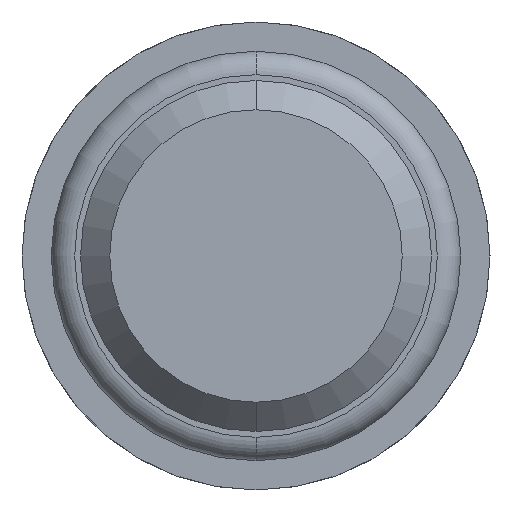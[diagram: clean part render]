
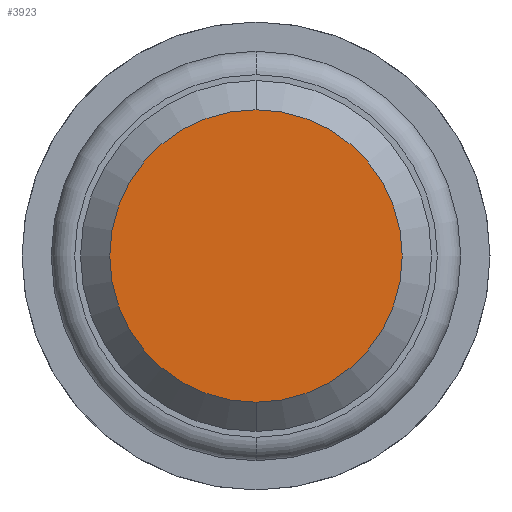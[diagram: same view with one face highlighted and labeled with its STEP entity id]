
A CAD part, front view. The second image highlights one B-rep face of the part: STEP entity #3923.
In plain terms, the highlighted planar face has unit normal (0, -1, 0).
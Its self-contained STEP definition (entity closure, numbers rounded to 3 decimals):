
#300 = CIRCLE ( 'NONE', #542, 1.25 ) ;
#356 = PLANE ( 'NONE',  #1733 ) ;
#542 = AXIS2_PLACEMENT_3D ( 'NONE', #2427, #3554, #1723 ) ;
#747 = CARTESIAN_POINT ( 'NONE',  ( 0., -34.6, 0. ) ) ;
#767 = DIRECTION ( 'NONE',  ( 0., 0., 1. ) ) ;
#784 = DIRECTION ( 'NONE',  ( 0., -1., 0. ) ) ;
#913 = EDGE_CURVE ( 'Defeature ausgef�hrt3_4+Defeature ausgef�hrt3_3+Defeature ausgef�hrt3_3+Defeature ausgef�hrt3_3', #1996, #1684, #300, .T. ) ;
#1552 = ORIENTED_EDGE ( 'NONE', *, *, #913, .T. ) ;
#1684 = VERTEX_POINT ( 'NONE', #3816 ) ;
#1723 = DIRECTION ( 'NONE',  ( 0., 0., 1. ) ) ;
#1733 = AXIS2_PLACEMENT_3D ( 'NONE', #747, #4817, #3734 ) ;
#1769 = CARTESIAN_POINT ( 'NONE',  ( 0., -34.6, -1.25 ) ) ;
#1996 = VERTEX_POINT ( 'NONE', #1769 ) ;
#2427 = CARTESIAN_POINT ( 'NONE',  ( 0., -34.6, 0. ) ) ;
#2659 = EDGE_CURVE ( 'Defeature ausgef�hrt3_4+Defeature ausgef�hrt3_3+Defeature ausgef�hrt3_3+Defeature ausgef�hrt3_3', #1684, #1996, #3267, .T. ) ;
#3024 = CARTESIAN_POINT ( 'NONE',  ( 0., -34.6, 0. ) ) ;
#3156 = FACE_OUTER_BOUND ( 'NONE', #4391, .T. ) ;
#3267 = CIRCLE ( 'NONE', #3506, 1.25 ) ;
#3506 = AXIS2_PLACEMENT_3D ( 'NONE', #3024, #784, #767 ) ;
#3554 = DIRECTION ( 'NONE',  ( 0., -1., 0. ) ) ;
#3734 = DIRECTION ( 'NONE',  ( 0., 0., 1. ) ) ;
#3816 = CARTESIAN_POINT ( 'NONE',  ( 0., -34.6, 1.25 ) ) ;
#3923 = ADVANCED_FACE ( 'Defeature ausgef�hrt3_4', ( #3156 ), #356, .F. ) ;
#4376 = ORIENTED_EDGE ( 'NONE', *, *, #2659, .T. ) ;
#4391 = EDGE_LOOP ( 'NONE', ( #4376, #1552 ) ) ;
#4817 = DIRECTION ( 'NONE',  ( 0., 1., 0. ) ) ;
